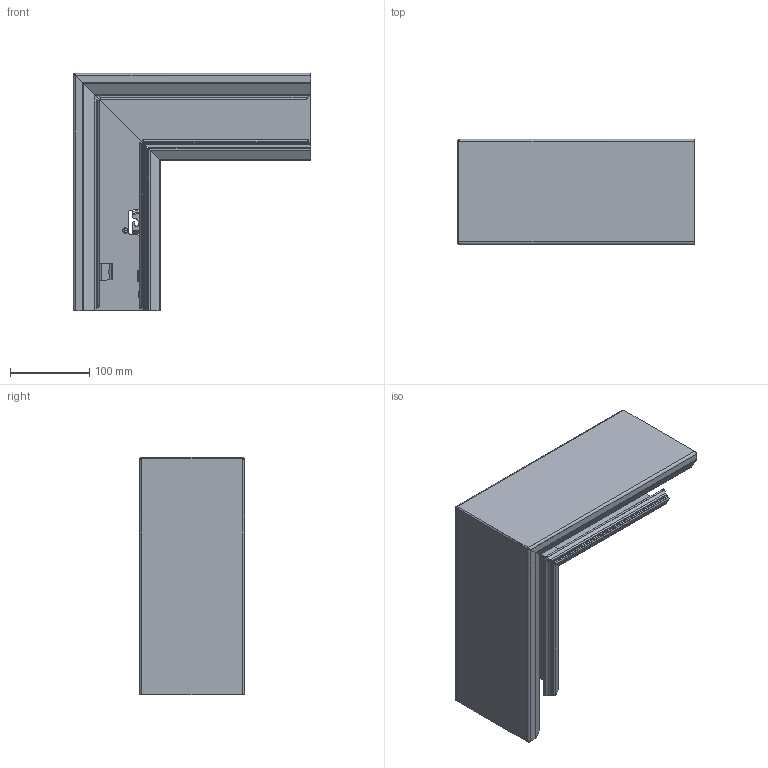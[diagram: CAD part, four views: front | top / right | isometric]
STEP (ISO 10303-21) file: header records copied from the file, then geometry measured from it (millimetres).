
FILE_DESCRIPTION (( 'STEP AP214' ), '1' );
FILE_NAME ('6282720.stp', '2016-06-20T05:49:37', ( '' ), ( '' ), 'SwSTEP 2.0', 'SolidWorks 2014', '' );
FILE_SCHEMA (( 'AUTOMOTIVE_DESIGN' ));
Length unit declared in the file: millimetre
Products named in the file (1): 6282720
Bounding box: 300 x 133 x 300 mm (x, y, z)
Volume: 210783.1 mm3; surface area: 425149.3 mm2
Topology: 1 solids, 1 shells, 711 faces, 1741 edges, 1053 vertices
Faces by surface type: plane 420, bspline 137, cylinder 136, cone 18
Entity records: 27889 total; most frequent: CARTESIAN_POINT 12074, ORIENTED_EDGE 3482, DIRECTION 2601, EDGE_CURVE 1741, VERTEX_POINT 1053, LINE 1051, VECTOR 1051, AXIS2_PLACEMENT_3D 775
